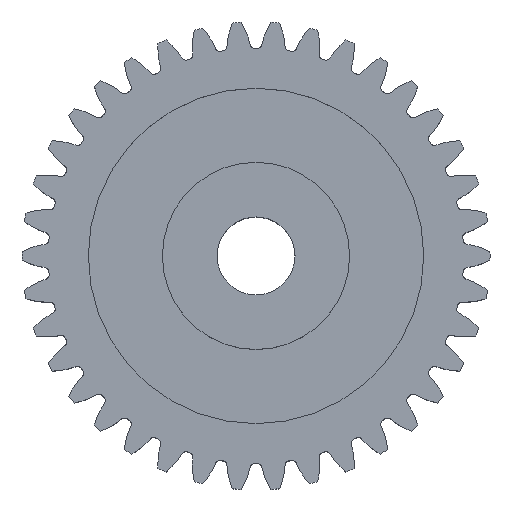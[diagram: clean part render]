
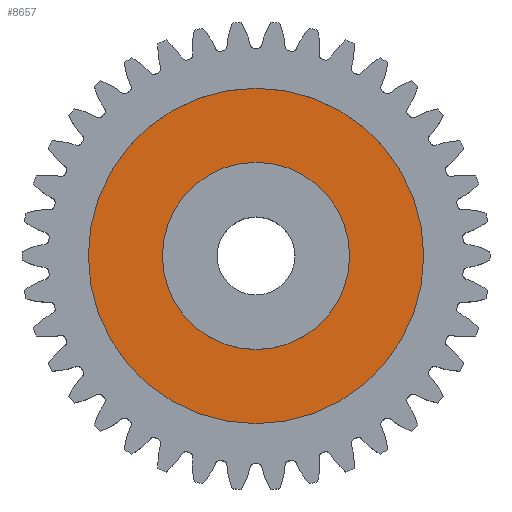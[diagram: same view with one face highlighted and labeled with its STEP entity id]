
A CAD part, top view. The second image highlights one B-rep face of the part: STEP entity #8657.
In plain terms, the highlighted planar face has unit normal (0, 0, 1).
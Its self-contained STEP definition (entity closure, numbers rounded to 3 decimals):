
#280 = VERTEX_POINT ( 'NONE', #1300 ) ;
#284 = EDGE_CURVE ( 'NONE', #353, #280, #1288, .T. ) ;
#339 = VERTEX_POINT ( 'NONE', #1604 ) ;
#342 = EDGE_CURVE ( 'NONE', #343, #339, #1610, .T. ) ;
#343 = VERTEX_POINT ( 'NONE', #1657 ) ;
#353 = VERTEX_POINT ( 'NONE', #1640 ) ;
#1285 = DIRECTION ( 'NONE',  ( -1., 0., 0. ) ) ;
#1286 = DIRECTION ( 'NONE',  ( 0., 0., -1. ) ) ;
#1287 = AXIS2_PLACEMENT_3D ( 'NONE', #1295, #1286, #1285 ) ;
#1288 = CIRCLE ( 'NONE', #1287, 12. ) ;
#1295 = CARTESIAN_POINT ( 'NONE',  ( 0., 0., 8.5 ) ) ;
#1300 = CARTESIAN_POINT ( 'NONE',  ( 12., 0., 8.5 ) ) ;
#1597 = AXIS2_PLACEMENT_3D ( 'NONE', #1656, #1654, #1653 ) ;
#1604 = CARTESIAN_POINT ( 'NONE',  ( -21.5, 0., 8.5 ) ) ;
#1610 = CIRCLE ( 'NONE', #1597, 21.5 ) ;
#1640 = CARTESIAN_POINT ( 'NONE',  ( -12., 0., 8.5 ) ) ;
#1653 = DIRECTION ( 'NONE',  ( -1., 0., 0. ) ) ;
#1654 = DIRECTION ( 'NONE',  ( 0., 0., -1. ) ) ;
#1656 = CARTESIAN_POINT ( 'NONE',  ( 0., 0., 8.5 ) ) ;
#1657 = CARTESIAN_POINT ( 'NONE',  ( 21.5, 0., 8.5 ) ) ;
#3084 = CARTESIAN_POINT ( 'NONE',  ( 0., 0., 8.5 ) ) ;
#3118 = DIRECTION ( 'NONE',  ( -1., 0., 0. ) ) ;
#3119 = DIRECTION ( 'NONE',  ( 0., 0., -1. ) ) ;
#3135 = CIRCLE ( 'NONE', #3143, 12. ) ;
#3143 = AXIS2_PLACEMENT_3D ( 'NONE', #3084, #3119, #3118 ) ;
#6401 = ORIENTED_EDGE ( 'NONE', *, *, #6449, .T. ) ;
#6447 = EDGE_LOOP ( 'NONE', ( #6452, #6450 ) ) ;
#6449 = EDGE_CURVE ( 'NONE', #280, #353, #3135, .T. ) ;
#6450 = ORIENTED_EDGE ( 'NONE', *, *, #342, .F. ) ;
#6452 = ORIENTED_EDGE ( 'NONE', *, *, #8655, .F. ) ;
#6471 = ORIENTED_EDGE ( 'NONE', *, *, #284, .T. ) ;
#6573 = DIRECTION ( 'NONE',  ( -1., 0., 0. ) ) ;
#6574 = DIRECTION ( 'NONE',  ( 0., 0., -1. ) ) ;
#6575 = CARTESIAN_POINT ( 'NONE',  ( 0., 0., 8.5 ) ) ;
#6578 = PLANE ( 'NONE',  #6655 ) ;
#6596 = FACE_OUTER_BOUND ( 'NONE', #6447, .T. ) ;
#6597 = DIRECTION ( 'NONE',  ( -1., 0., 0. ) ) ;
#6598 = DIRECTION ( 'NONE',  ( 0., 0., -1. ) ) ;
#6599 = CARTESIAN_POINT ( 'NONE',  ( 0., 0., 8.5 ) ) ;
#6633 = CIRCLE ( 'NONE', #6636, 21.5 ) ;
#6636 = AXIS2_PLACEMENT_3D ( 'NONE', #6575, #6574, #6573 ) ;
#6653 = FACE_BOUND ( 'NONE', #8248, .T. ) ;
#6655 = AXIS2_PLACEMENT_3D ( 'NONE', #6599, #6598, #6597 ) ;
#8248 = EDGE_LOOP ( 'NONE', ( #6471, #6401 ) ) ;
#8655 = EDGE_CURVE ( 'NONE', #339, #343, #6633, .T. ) ;
#8657 = ADVANCED_FACE ( 'NONE', ( #6653, #6596 ), #6578, .F. ) ;
